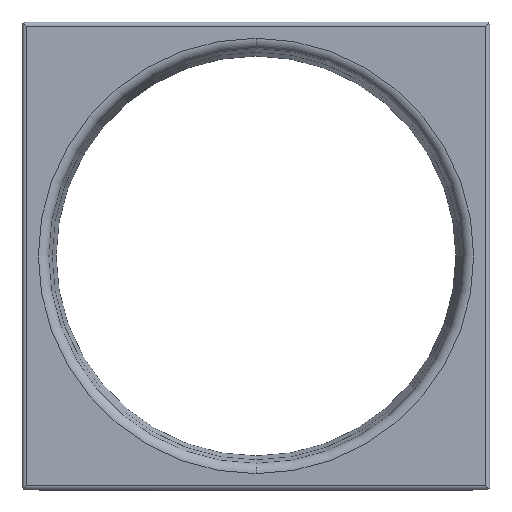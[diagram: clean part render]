
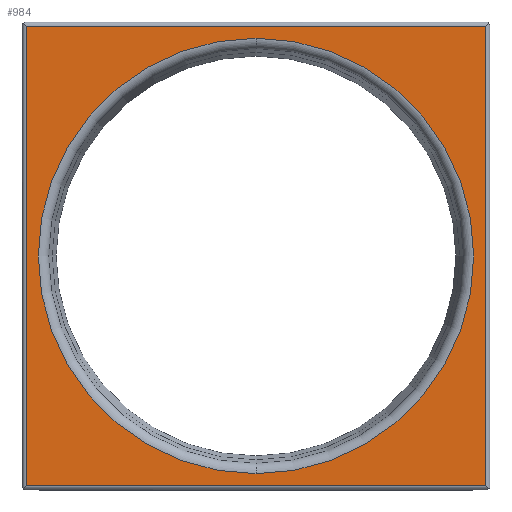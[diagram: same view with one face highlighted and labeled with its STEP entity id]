
A CAD part, top view. The second image highlights one B-rep face of the part: STEP entity #984.
In plain terms, the highlighted planar face has unit normal (0, 0, 1).
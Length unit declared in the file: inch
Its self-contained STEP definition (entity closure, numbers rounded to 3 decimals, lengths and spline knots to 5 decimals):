
#290=DIRECTION('',(0.,1.,0.));
#291=VECTOR('',#290,4.19685);
#292=CARTESIAN_POINT('',(2.09843,-2.09843,0.15945));
#293=LINE('',#292,#291);
#294=DIRECTION('',(1.,0.,0.));
#295=VECTOR('',#294,4.19685);
#296=CARTESIAN_POINT('',(-2.09843,-2.09843,
0.15945));
#297=LINE('',#296,#295);
#298=DIRECTION('',(0.,-1.,0.));
#299=VECTOR('',#298,4.19685);
#300=CARTESIAN_POINT('',(-2.09843,2.09843,0.15945));
#301=LINE('',#300,#299);
#302=DIRECTION('',(-1.,0.,0.));
#303=VECTOR('',#302,4.19685);
#304=CARTESIAN_POINT('',(2.09843,2.09843,0.15945));
#305=LINE('',#304,#303);
#306=CARTESIAN_POINT('',(0.,0.,0.15945));
#307=DIRECTION('',(0.,0.,-1.));
#308=DIRECTION('',(0.,1.,0.));
#309=AXIS2_PLACEMENT_3D('',#306,#307,#308);
#311=CARTESIAN_POINT('',(0.,0.,0.15945));
#312=DIRECTION('',(0.,0.,-1.));
#313=DIRECTION('',(0.,-1.,0.));
#314=AXIS2_PLACEMENT_3D('',#311,#312,#313);
#456=CARTESIAN_POINT('',(0.,1.98911,0.15945));
#457=CARTESIAN_POINT('',(0.,-1.98911,0.15945));
#458=VERTEX_POINT('',#456);
#459=VERTEX_POINT('',#457);
#524=CARTESIAN_POINT('',(2.09843,-2.09843,0.15945));
#525=CARTESIAN_POINT('',(2.09843,2.09843,0.15945));
#526=VERTEX_POINT('',#524);
#527=VERTEX_POINT('',#525);
#541=CARTESIAN_POINT('',(-2.09843,2.09843,0.15945));
#542=VERTEX_POINT('',#541);
#551=CARTESIAN_POINT('',(-2.09843,-2.09843,
0.15945));
#552=VERTEX_POINT('',#551);
#967=CARTESIAN_POINT('',(-2.1378,2.1378,0.15945));
#968=DIRECTION('',(0.,0.,1.));
#969=DIRECTION('',(0.,-1.,0.));
#970=AXIS2_PLACEMENT_3D('',#967,#968,#969);
#971=PLANE('',#970);
#972=ORIENTED_EDGE('',*,*,#618,.F.);
#973=ORIENTED_EDGE('',*,*,#717,.F.);
#974=ORIENTED_EDGE('',*,*,#780,.F.);
#975=ORIENTED_EDGE('',*,*,#872,.F.);
#976=EDGE_LOOP('',(#972,#973,#974,#975));
#977=FACE_OUTER_BOUND('',#976,.F.);
#979=ORIENTED_EDGE('',*,*,#978,.F.);
#981=ORIENTED_EDGE('',*,*,#980,.F.);
#982=EDGE_LOOP('',(#979,#981));
#983=FACE_BOUND('',#982,.F.);
#984=ADVANCED_FACE('',(#977,#983),#971,.T.);
#310=CIRCLE('',#309,1.98911);
#315=CIRCLE('',#314,1.98911);
#618=EDGE_CURVE('',#526,#527,#293,.T.);
#717=EDGE_CURVE('',#552,#526,#297,.T.);
#780=EDGE_CURVE('',#542,#552,#301,.T.);
#872=EDGE_CURVE('',#527,#542,#305,.T.);
#978=EDGE_CURVE('',#458,#459,#310,.T.);
#980=EDGE_CURVE('',#459,#458,#315,.T.);
